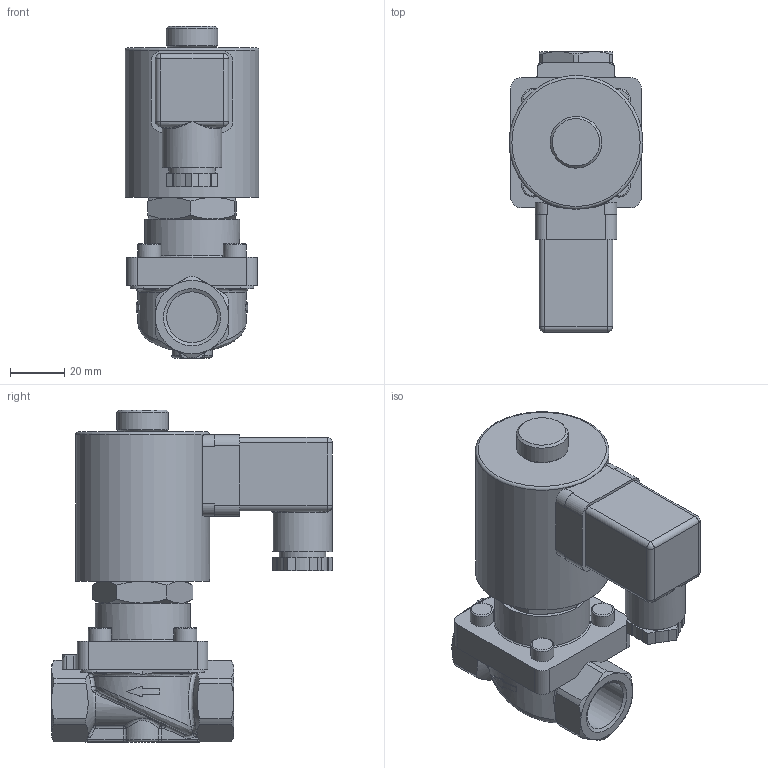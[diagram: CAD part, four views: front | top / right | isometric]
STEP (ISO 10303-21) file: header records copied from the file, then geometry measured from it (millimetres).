
FILE_DESCRIPTION(/* description */ ('3D-Modell'),/* implementation_level */ '2;1');
FILE_NAME(/* name */ '4323-.802.stp',/* time_stamp */ '2019-10-21T07:47:40+02:00',/* author */ ('EFast'),/* organization */ (''),/* preprocessor_version */ 'ST-DEVELOPER v16.1',/* originating_system */ 'Autodesk Inventor 2016',/* authorisation */ '');
FILE_SCHEMA (('AUTOMOTIVE_DESIGN { 1 0 10303 214 3 1 1 }'));
Length unit declared in the file: millimetre
Products named in the file (1): 88-004377
Bounding box: 49.2 x 103.3 x 122.1 mm (x, y, z)
Volume: 232289.5 mm3; surface area: 36086.5 mm2
Topology: 2 solids, 2 shells, 347 faces, 882 edges, 541 vertices
Faces by surface type: plane 130, cylinder 92, bspline 52, cone 42, torus 21, sphere 10
Full cylindrical faces by diameter (mm): 3.242 x2, 8.5 x4, 17 x1, 18.631 x2, 19 x1, 22 x1, 35 x1, 49.2 x1
Entity records: 14165 total; most frequent: CARTESIAN_POINT 6458, ORIENTED_EDGE 1664, DIRECTION 1508, EDGE_CURVE 830, AXIS2_PLACEMENT_3D 590, VERTEX_POINT 528, EDGE_LOOP 388, FACE_OUTER_BOUND 347
